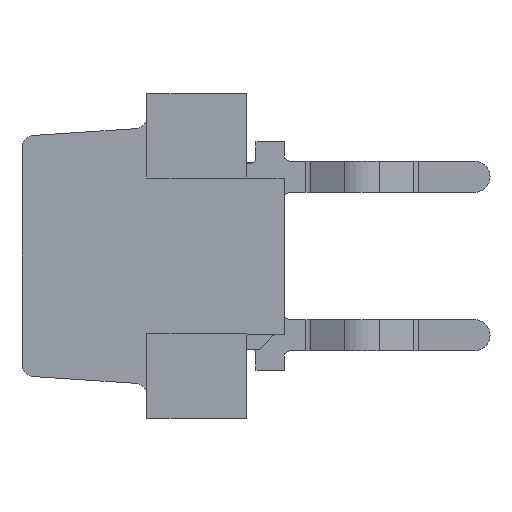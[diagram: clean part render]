
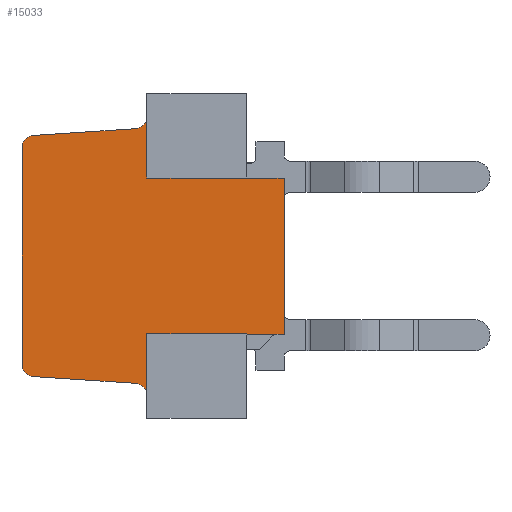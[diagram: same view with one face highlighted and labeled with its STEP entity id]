
A CAD part, left-side view. The second image highlights one B-rep face of the part: STEP entity #15033.
In plain terms, the highlighted planar face has unit normal (-1, 0, 0).
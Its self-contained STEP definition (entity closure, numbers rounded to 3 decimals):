
#149 = DIRECTION ( 'NONE',  ( -1., 0., 0. ) ) ;
#281 = VECTOR ( 'NONE', #15914, 1000. ) ;
#360 = EDGE_CURVE ( 'NONE', #18779, #8758, #6366, .T. ) ;
#373 = ORIENTED_EDGE ( 'NONE', *, *, #1612, .F. ) ;
#674 = EDGE_CURVE ( 'NONE', #7367, #9039, #12437, .T. ) ;
#716 = LINE ( 'NONE', #6854, #17584 ) ;
#770 = EDGE_CURVE ( 'NONE', #8510, #18779, #20425, .T. ) ;
#927 = CARTESIAN_POINT ( 'NONE',  ( -4.05, 2.4, -2.24 ) ) ;
#1065 = DIRECTION ( 'NONE',  ( -1., 0., 0. ) ) ;
#1069 = LINE ( 'NONE', #18768, #16916 ) ;
#1073 = CARTESIAN_POINT ( 'NONE',  ( -4.05, 4.013, 1.932 ) ) ;
#1234 = CARTESIAN_POINT ( 'NONE',  ( -4.05, 2.2, -2.24 ) ) ;
#1567 = DIRECTION ( 'NONE',  ( 0., 0., -1. ) ) ;
#1612 = EDGE_CURVE ( 'NONE', #20046, #8510, #20321, .T. ) ;
#1634 = CARTESIAN_POINT ( 'NONE',  ( -4.05, 2.387, 2.04 ) ) ;
#1907 = AXIS2_PLACEMENT_3D ( 'NONE', #20672, #15503, #5708 ) ;
#2169 = ORIENTED_EDGE ( 'NONE', *, *, #14173, .F. ) ;
#2467 = ORIENTED_EDGE ( 'NONE', *, *, #12016, .F. ) ;
#2606 = CIRCLE ( 'NONE', #14119, 0.2 ) ;
#2735 = FACE_OUTER_BOUND ( 'NONE', #5863, .T. ) ;
#3047 = ORIENTED_EDGE ( 'NONE', *, *, #360, .F. ) ;
#3191 = DIRECTION ( 'NONE',  ( 0., -1., 0. ) ) ;
#3307 = DIRECTION ( 'NONE',  ( 0., 0., -1. ) ) ;
#3604 = AXIS2_PLACEMENT_3D ( 'NONE', #6612, #16215, #19632 ) ;
#3742 = CARTESIAN_POINT ( 'NONE',  ( -4.05, 4.2, 1.732 ) ) ;
#3953 = CARTESIAN_POINT ( 'NONE',  ( -4.05, 4.013, 1.932 ) ) ;
#4072 = EDGE_CURVE ( 'NONE', #9039, #12165, #6649, .T. ) ;
#4109 = LINE ( 'NONE', #4752, #281 ) ;
#4566 = DIRECTION ( 'NONE',  ( 0., -0.998, 0.066 ) ) ;
#4568 = ORIENTED_EDGE ( 'NONE', *, *, #770, .F. ) ;
#4752 = CARTESIAN_POINT ( 'NONE',  ( -4.05, 2.2, 1.25 ) ) ;
#4809 = VECTOR ( 'NONE', #13625, 1000. ) ;
#5212 = EDGE_CURVE ( 'NONE', #14662, #20046, #7591, .T. ) ;
#5708 = DIRECTION ( 'NONE',  ( 0., 0., 1. ) ) ;
#5861 = ORIENTED_EDGE ( 'NONE', *, *, #5212, .F. ) ;
#5863 = EDGE_LOOP ( 'NONE', ( #8319, #5917, #12565, #2169, #2467, #15637, #3047, #4568, #373, #5861, #8054, #15364, #6736, #16566 ) ) ;
#5917 = ORIENTED_EDGE ( 'NONE', *, *, #674, .F. ) ;
#6158 = CARTESIAN_POINT ( 'NONE',  ( -4.05, 2.2, -1.25 ) ) ;
#6208 = DIRECTION ( 'NONE',  ( 1., 0., 0. ) ) ;
#6320 = CARTESIAN_POINT ( 'NONE',  ( -4.05, 2.387, -2.04 ) ) ;
#6366 = LINE ( 'NONE', #8276, #20177 ) ;
#6596 = VECTOR ( 'NONE', #4566, 1000. ) ;
#6612 = CARTESIAN_POINT ( 'NONE',  ( -4.05, 2.4, 2.24 ) ) ;
#6649 = CIRCLE ( 'NONE', #10868, 0.2 ) ;
#6736 = ORIENTED_EDGE ( 'NONE', *, *, #15285, .F. ) ;
#6854 = CARTESIAN_POINT ( 'NONE',  ( -4.05, 2.2, -1.25 ) ) ;
#7054 = CARTESIAN_POINT ( 'NONE',  ( -4.05, 2.2, 2.24 ) ) ;
#7367 = VERTEX_POINT ( 'NONE', #6158 ) ;
#7591 = LINE ( 'NONE', #1073, #6596 ) ;
#7735 = EDGE_CURVE ( 'NONE', #20250, #15782, #13741, .T. ) ;
#8054 = ORIENTED_EDGE ( 'NONE', *, *, #17035, .F. ) ;
#8276 = CARTESIAN_POINT ( 'NONE',  ( -4.05, 2.2, 1.25 ) ) ;
#8319 = ORIENTED_EDGE ( 'NONE', *, *, #4072, .F. ) ;
#8510 = VERTEX_POINT ( 'NONE', #13597 ) ;
#8568 = DIRECTION ( 'NONE',  ( 0., 0., 1. ) ) ;
#8612 = EDGE_CURVE ( 'NONE', #20759, #7367, #716, .T. ) ;
#8643 = CARTESIAN_POINT ( 'NONE',  ( -4.05, 2.2, -1.25 ) ) ;
#8758 = VERTEX_POINT ( 'NONE', #9122 ) ;
#9039 = VERTEX_POINT ( 'NONE', #1234 ) ;
#9070 = DIRECTION ( 'NONE',  ( 0., 0., -1. ) ) ;
#9122 = CARTESIAN_POINT ( 'NONE',  ( -4.05, 0.6, 1.25 ) ) ;
#9439 = VERTEX_POINT ( 'NONE', #20889 ) ;
#10222 = AXIS2_PLACEMENT_3D ( 'NONE', #18221, #149, #16464 ) ;
#10868 = AXIS2_PLACEMENT_3D ( 'NONE', #927, #1065, #17134 ) ;
#11469 = PLANE ( 'NONE',  #10222 ) ;
#11638 = CARTESIAN_POINT ( 'NONE',  ( -4.05, 4.2, 1.732 ) ) ;
#11673 = CARTESIAN_POINT ( 'NONE',  ( -4.05, 2.2, -1.25 ) ) ;
#11758 = DIRECTION ( 'NONE',  ( 0., 1., 0. ) ) ;
#12016 = EDGE_CURVE ( 'NONE', #9439, #12213, #1069, .T. ) ;
#12165 = VERTEX_POINT ( 'NONE', #6320 ) ;
#12202 = EDGE_CURVE ( 'NONE', #8758, #9439, #4109, .T. ) ;
#12213 = VERTEX_POINT ( 'NONE', #17555 ) ;
#12362 = DIRECTION ( 'NONE',  ( 0., 1., 0. ) ) ;
#12437 = LINE ( 'NONE', #11673, #19393 ) ;
#12450 = VECTOR ( 'NONE', #12362, 1000. ) ;
#12565 = ORIENTED_EDGE ( 'NONE', *, *, #8612, .F. ) ;
#12618 = CARTESIAN_POINT ( 'NONE',  ( -4.05, 2.2, 1.25 ) ) ;
#12717 = CARTESIAN_POINT ( 'NONE',  ( -4.05, 4.013, -1.932 ) ) ;
#13597 = CARTESIAN_POINT ( 'NONE',  ( -4.05, 2.2, 2.24 ) ) ;
#13625 = DIRECTION ( 'NONE',  ( 0., 0., -1. ) ) ;
#13741 = LINE ( 'NONE', #3742, #13999 ) ;
#13949 = CARTESIAN_POINT ( 'NONE',  ( -4.05, 4.2, -1.732 ) ) ;
#13999 = VECTOR ( 'NONE', #8568, 1000. ) ;
#14119 = AXIS2_PLACEMENT_3D ( 'NONE', #20898, #6208, #1567 ) ;
#14173 = EDGE_CURVE ( 'NONE', #12213, #20759, #18627, .T. ) ;
#14662 = VERTEX_POINT ( 'NONE', #3953 ) ;
#14737 = CARTESIAN_POINT ( 'NONE',  ( -4.05, 0.6, -1.25 ) ) ;
#15033 = ADVANCED_FACE ( 'NONE', ( #2735 ), #11469, .T. ) ;
#15160 = EDGE_CURVE ( 'NONE', #12165, #16466, #15784, .T. ) ;
#15285 = EDGE_CURVE ( 'NONE', #16466, #20250, #17561, .T. ) ;
#15364 = ORIENTED_EDGE ( 'NONE', *, *, #7735, .F. ) ;
#15503 = DIRECTION ( 'NONE',  ( 1., 0., 0. ) ) ;
#15637 = ORIENTED_EDGE ( 'NONE', *, *, #12202, .F. ) ;
#15782 = VERTEX_POINT ( 'NONE', #11638 ) ;
#15784 = LINE ( 'NONE', #16804, #19103 ) ;
#15914 = DIRECTION ( 'NONE',  ( 0., -1., 0. ) ) ;
#16215 = DIRECTION ( 'NONE',  ( -1., 0., 0. ) ) ;
#16464 = DIRECTION ( 'NONE',  ( 0., 0., 1. ) ) ;
#16466 = VERTEX_POINT ( 'NONE', #12717 ) ;
#16566 = ORIENTED_EDGE ( 'NONE', *, *, #15160, .F. ) ;
#16804 = CARTESIAN_POINT ( 'NONE',  ( -4.05, 4.013, -1.932 ) ) ;
#16916 = VECTOR ( 'NONE', #9070, 1000. ) ;
#17035 = EDGE_CURVE ( 'NONE', #15782, #14662, #2606, .T. ) ;
#17134 = DIRECTION ( 'NONE',  ( 0., 0., 1. ) ) ;
#17555 = CARTESIAN_POINT ( 'NONE',  ( -4.05, 0., -1.25 ) ) ;
#17561 = CIRCLE ( 'NONE', #1907, 0.2 ) ;
#17584 = VECTOR ( 'NONE', #11758, 1000. ) ;
#18221 = CARTESIAN_POINT ( 'NONE',  ( -4.05, 2.4, -2.24 ) ) ;
#18627 = LINE ( 'NONE', #8643, #12450 ) ;
#18647 = DIRECTION ( 'NONE',  ( 0., 0.998, 0.066 ) ) ;
#18768 = CARTESIAN_POINT ( 'NONE',  ( -4.05, 0., 1.25 ) ) ;
#18779 = VERTEX_POINT ( 'NONE', #12618 ) ;
#19103 = VECTOR ( 'NONE', #18647, 1000. ) ;
#19393 = VECTOR ( 'NONE', #3307, 1000. ) ;
#19632 = DIRECTION ( 'NONE',  ( 0., 0., -1. ) ) ;
#20046 = VERTEX_POINT ( 'NONE', #1634 ) ;
#20177 = VECTOR ( 'NONE', #3191, 1000. ) ;
#20250 = VERTEX_POINT ( 'NONE', #13949 ) ;
#20321 = CIRCLE ( 'NONE', #3604, 0.2 ) ;
#20425 = LINE ( 'NONE', #7054, #4809 ) ;
#20672 = CARTESIAN_POINT ( 'NONE',  ( -4.05, 4., -1.732 ) ) ;
#20759 = VERTEX_POINT ( 'NONE', #14737 ) ;
#20889 = CARTESIAN_POINT ( 'NONE',  ( -4.05, 0., 1.25 ) ) ;
#20898 = CARTESIAN_POINT ( 'NONE',  ( -4.05, 4., 1.732 ) ) ;
